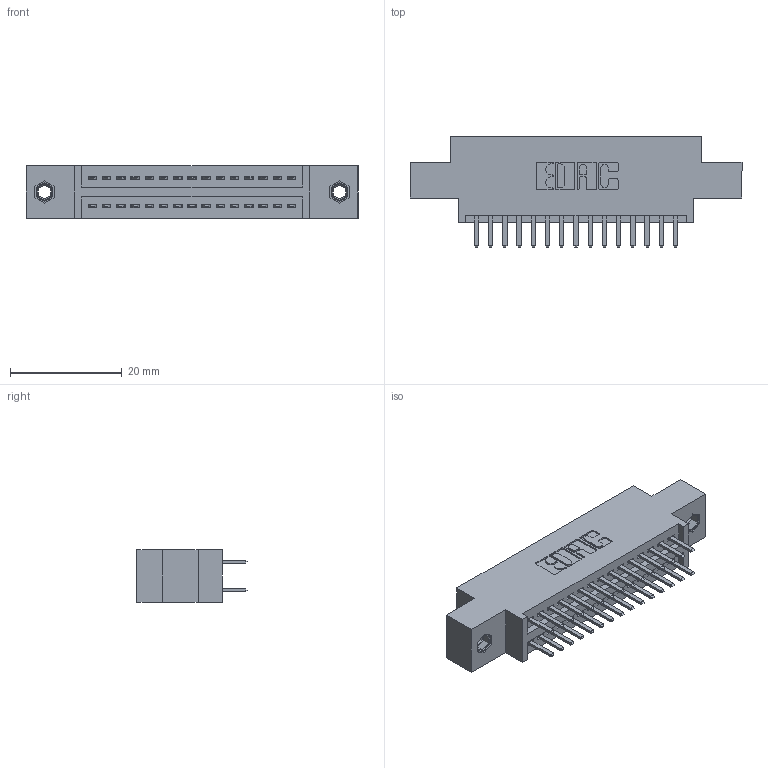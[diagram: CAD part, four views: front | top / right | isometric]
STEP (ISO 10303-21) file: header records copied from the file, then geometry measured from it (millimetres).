
FILE_DESCRIPTION (( 'STEP AP203' ), '1' );
FILE_NAME ('345-030-520-807.STEP', '2018-08-23T03:44:39', ( '' ), ( '' ), 'SwSTEP 2.0', 'SolidWorks 2016', '' );
FILE_SCHEMA (( 'CONFIG_CONTROL_DESIGN' ));
Length unit declared in the file: inch
Products named in the file (4): 345 Part_0.170 Offset - 0.156 Dia-TI; 345-292-001_345-293-120; 345-250-001_345-250-005-103; 345-030-520-807
Assembly tree (33 placements, depth 2):
  345-030-520-807
    345 Part_0.170 Offset - 0.156 Dia-TI
    345-292-001_345-293-120  x30
    345-250-001_345-250-005-103  x2
Bounding box: 59.31 x 19.68 x 9.4 mm (x, y, z)
Volume: 349.7 mm3
Topology: 32 solids, 34 shells, 1809 faces, 5199 edges, 3378 vertices
Faces by surface type: plane 1166, cylinder 627, cone 12, torus 4
Entity records: 16834 total; most frequent: CARTESIAN_POINT 2843, ORIENTED_EDGE 2758, DIRECTION 2553, EDGE_CURVE 1379, VECTOR 1163, LINE 1163, VERTEX_POINT 912, AXIS2_PLACEMENT_3D 695
